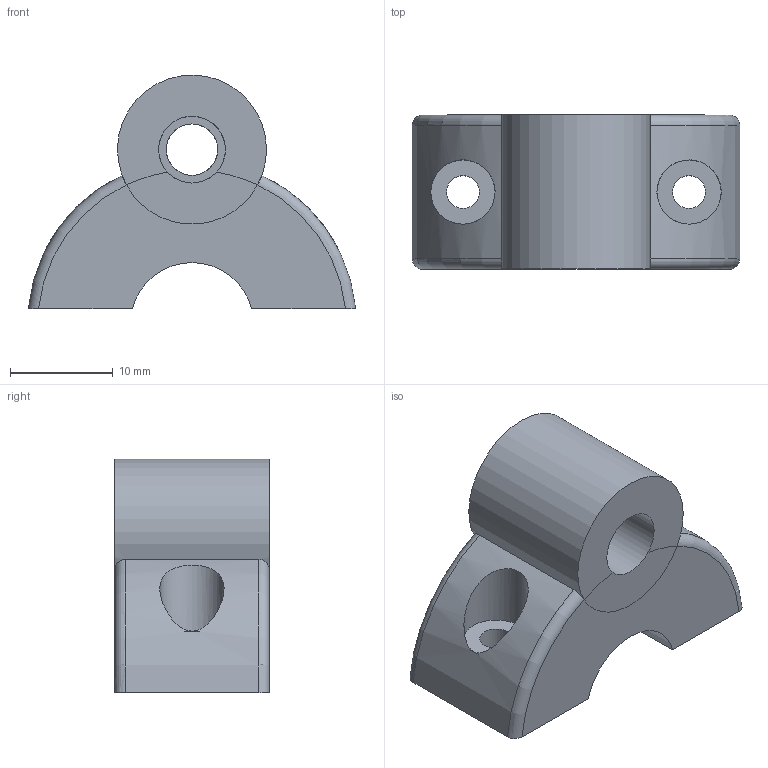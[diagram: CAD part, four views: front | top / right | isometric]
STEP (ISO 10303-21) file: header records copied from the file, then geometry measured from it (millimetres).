
FILE_DESCRIPTION(('FreeCAD Model'),'2;1');
FILE_NAME( 'protikus_objimky_drzak_v4.step', '2021-02-09T18:31:03',('Author'),(''), 'Open CASCADE STEP processor 7.3','FreeCAD','Unknown');
FILE_SCHEMA(('AUTOMOTIVE_DESIGN { 1 0 10303 214 1 1 1 1 }'));
Length unit declared in the file: millimetre
Products named in the file (1): Pocket004
Bounding box: 31.86 x 15 x 22.75 mm (x, y, z)
Volume: 5477.2 mm3; surface area: 2733.1 mm2
Topology: 1 solids, 1 shells, 26 faces, 61 edges, 38 vertices
Faces by surface type: plane 11, cylinder 11, torus 4
Full cylindrical faces by diameter (mm): 3.2 x2, 5 x1, 6.25 x2, 6.5 x1
Entity records: 2538 total; most frequent: CARTESIAN_POINT 1331, DIRECTION 215, ORIENTED_EDGE 122, PCURVE 122, DEFINITIONAL_REPRESENTATION 122, LINE 71, VECTOR 71, AXIS2_PLACEMENT_3D 61
